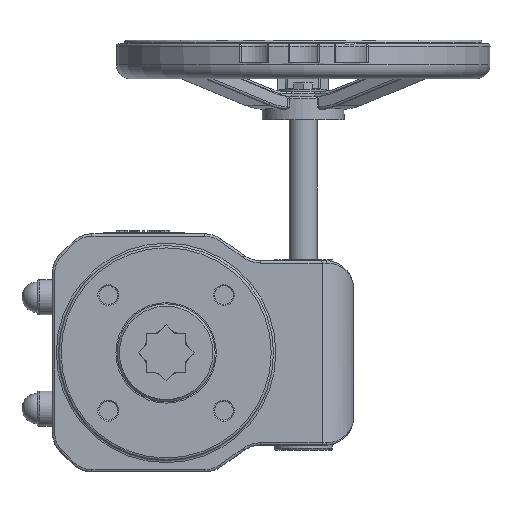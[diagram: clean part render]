
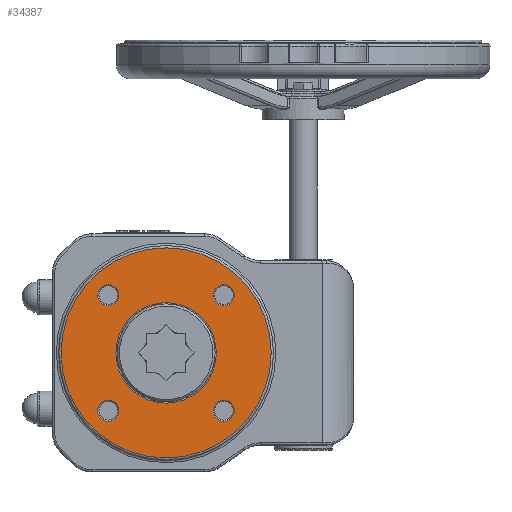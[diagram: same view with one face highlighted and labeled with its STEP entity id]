
A CAD part, front view. The second image highlights one B-rep face of the part: STEP entity #34387.
In plain terms, the highlighted face is planar.
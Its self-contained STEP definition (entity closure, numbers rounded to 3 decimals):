
#662=CIRCLE('',#36602,4.5);
#664=CIRCLE('',#36605,45.);
#665=CIRCLE('',#36606,4.5);
#666=CIRCLE('',#36607,4.5);
#667=CIRCLE('',#36608,21.5);
#668=CIRCLE('',#36609,4.5);
#3841=FACE_BOUND('',#6633,.T.);
#3842=FACE_BOUND('',#6634,.T.);
#3843=FACE_BOUND('',#6635,.T.);
#3844=FACE_BOUND('',#6636,.T.);
#3845=FACE_BOUND('',#6637,.T.);
#4645=FACE_OUTER_BOUND('',#6632,.T.);
#6632=EDGE_LOOP('',(#23855));
#6633=EDGE_LOOP('',(#23856));
#6634=EDGE_LOOP('',(#23857));
#6635=EDGE_LOOP('',(#23858));
#6636=EDGE_LOOP('',(#23859));
#6637=EDGE_LOOP('',(#23860));
#15144=VERTEX_POINT('',#48624);
#15146=VERTEX_POINT('',#48630);
#15147=VERTEX_POINT('',#48632);
#15148=VERTEX_POINT('',#48634);
#15149=VERTEX_POINT('',#48636);
#15150=VERTEX_POINT('',#48638);
#18511=EDGE_CURVE('',#15144,#15144,#662,.T.);
#18514=EDGE_CURVE('',#15146,#15146,#664,.T.);
#18515=EDGE_CURVE('',#15147,#15147,#665,.T.);
#18516=EDGE_CURVE('',#15148,#15148,#666,.T.);
#18517=EDGE_CURVE('',#15149,#15149,#667,.T.);
#18518=EDGE_CURVE('',#15150,#15150,#668,.T.);
#23855=ORIENTED_EDGE('',*,*,#18514,.F.);
#23856=ORIENTED_EDGE('',*,*,#18515,.F.);
#23857=ORIENTED_EDGE('',*,*,#18516,.F.);
#23858=ORIENTED_EDGE('',*,*,#18517,.T.);
#23859=ORIENTED_EDGE('',*,*,#18518,.F.);
#23860=ORIENTED_EDGE('',*,*,#18511,.F.);
#33601=PLANE('',#36604);
#34387=ADVANCED_FACE('',(#4645,#3841,#3842,#3843,#3844,#3845),#33601,.T.);
#36602=AXIS2_PLACEMENT_3D('',#48625,#39678,#39679);
#36604=AXIS2_PLACEMENT_3D('',#48629,#39683,#39684);
#36605=AXIS2_PLACEMENT_3D('',#48631,#39685,#39686);
#36606=AXIS2_PLACEMENT_3D('',#48633,#39687,#39688);
#36607=AXIS2_PLACEMENT_3D('',#48635,#39689,#39690);
#36608=AXIS2_PLACEMENT_3D('',#48637,#39691,#39692);
#36609=AXIS2_PLACEMENT_3D('',#48639,#39693,#39694);
#39678=DIRECTION('center_axis',(0.,0.,1.));
#39679=DIRECTION('ref_axis',(-1.,0.,0.));
#39683=DIRECTION('center_axis',(0.,0.,1.));
#39684=DIRECTION('ref_axis',(1.,0.,0.));
#39685=DIRECTION('center_axis',(0.,0.,-1.));
#39686=DIRECTION('ref_axis',(-1.,0.,0.));
#39687=DIRECTION('center_axis',(0.,0.,1.));
#39688=DIRECTION('ref_axis',(-1.,0.,0.));
#39689=DIRECTION('center_axis',(0.,0.,1.));
#39690=DIRECTION('ref_axis',(-1.,0.,0.));
#39691=DIRECTION('center_axis',(0.,0.,-1.));
#39692=DIRECTION('ref_axis',(-1.,0.,0.));
#39693=DIRECTION('center_axis',(0.,0.,1.));
#39694=DIRECTION('ref_axis',(1.,0.,0.));
#48624=CARTESIAN_POINT('',(-6.033,-24.749,44.5));
#48625=CARTESIAN_POINT('Origin',(-10.533,-24.749,44.5));
#48629=CARTESIAN_POINT('Origin',(14.215,0.,44.5));
#48630=CARTESIAN_POINT('',(-30.785,0.,44.5));
#48631=CARTESIAN_POINT('Origin',(14.215,0.,44.5));
#48632=CARTESIAN_POINT('',(-6.033,24.749,44.5));
#48633=CARTESIAN_POINT('Origin',(-10.533,24.749,44.5));
#48634=CARTESIAN_POINT('',(43.464,-24.749,44.5));
#48635=CARTESIAN_POINT('Origin',(38.964,-24.749,44.5));
#48636=CARTESIAN_POINT('',(35.715,0.,44.5));
#48637=CARTESIAN_POINT('Origin',(14.215,0.,44.5));
#48638=CARTESIAN_POINT('',(34.464,24.749,44.5));
#48639=CARTESIAN_POINT('Origin',(38.964,24.749,44.5));
